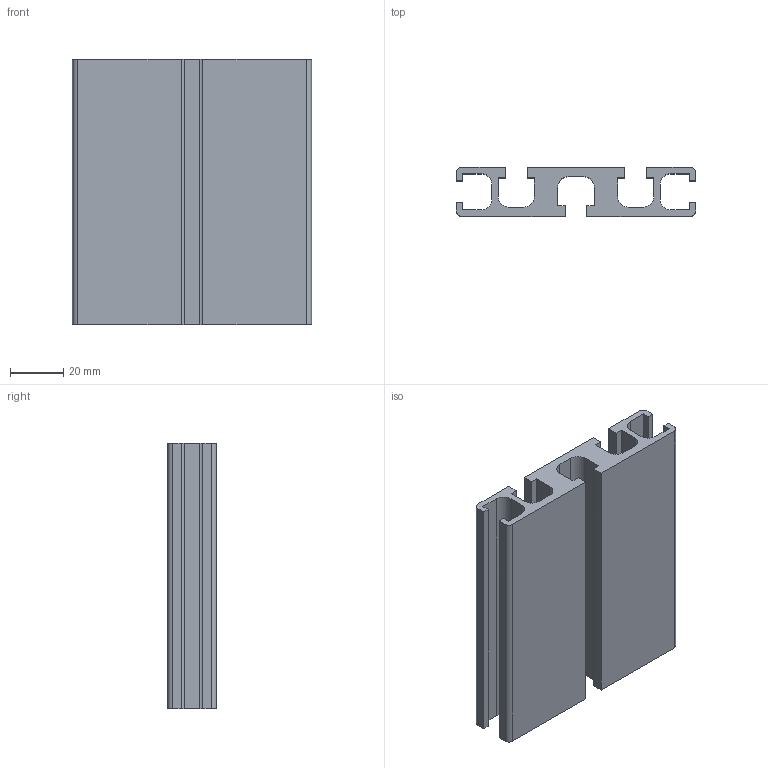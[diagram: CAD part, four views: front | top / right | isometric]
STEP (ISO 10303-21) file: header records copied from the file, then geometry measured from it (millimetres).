
FILE_DESCRIPTION((''),'2;1');
FILE_NAME('K_101890_100.stp','2013-02-18T10:48:21',('VeronikaF'),(''),'Autodesk Inventor 2011','Autodesk Inventor 2011','');
FILE_SCHEMA(('AUTOMOTIVE_DESIGN { 1 0 10303 214 1 1 1 1 }'));
Length unit declared in the file: millimetre
Products named in the file (1): 101890
Bounding box: 90 x 18.5 x 100 mm (x, y, z)
Volume: 80628.3 mm3; surface area: 41072.4 mm2
Topology: 1 solids, 1 shells, 60 faces, 174 edges, 116 vertices
Faces by surface type: plane 46, cylinder 14
Entity records: 1992 total; most frequent: CARTESIAN_POINT 351, ORIENTED_EDGE 348, DIRECTION 324, EDGE_CURVE 174, VECTOR 146, LINE 146, VERTEX_POINT 116, AXIS2_PLACEMENT_3D 89
